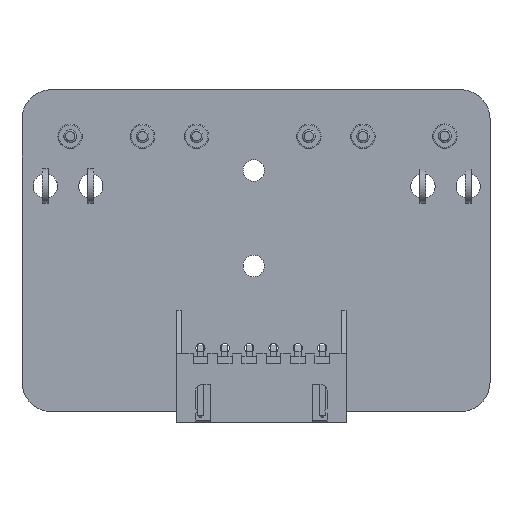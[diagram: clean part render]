
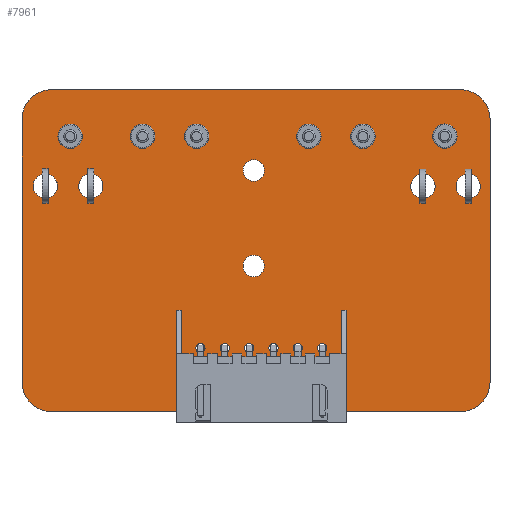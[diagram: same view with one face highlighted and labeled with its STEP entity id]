
A CAD part, top view. The second image highlights one B-rep face of the part: STEP entity #7961.
In plain terms, the highlighted planar face has unit normal (0, 0, 1).
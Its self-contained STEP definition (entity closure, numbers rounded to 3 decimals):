
#7614 = VERTEX_POINT('',#7615);
#7615 = CARTESIAN_POINT('',(64.98,-19.87,1.6));
#7621 = EDGE_CURVE('',#7614,#7622,#7624,.T.);
#7622 = VERTEX_POINT('',#7623);
#7623 = CARTESIAN_POINT('',(67.98,-22.87,1.6));
#7624 = CIRCLE('',#7625,3.);
#7625 = AXIS2_PLACEMENT_3D('',#7626,#7627,#7628);
#7626 = CARTESIAN_POINT('',(64.98,-22.87,1.6));
#7627 = DIRECTION('',(0.,0.,-1.));
#7628 = DIRECTION('',(0.,1.,0.));
#7656 = VERTEX_POINT('',#7657);
#7657 = CARTESIAN_POINT('',(22.98,-19.87,1.6));
#7663 = EDGE_CURVE('',#7656,#7614,#7664,.T.);
#7664 = LINE('',#7665,#7666);
#7665 = CARTESIAN_POINT('',(22.98,-19.87,1.6));
#7666 = VECTOR('',#7667,1.);
#7667 = DIRECTION('',(1.,0.,0.));
#7685 = EDGE_CURVE('',#7622,#7686,#7688,.T.);
#7686 = VERTEX_POINT('',#7687);
#7687 = CARTESIAN_POINT('',(67.98,-49.87,1.6));
#7688 = LINE('',#7689,#7690);
#7689 = CARTESIAN_POINT('',(67.98,-22.87,1.6));
#7690 = VECTOR('',#7691,1.);
#7691 = DIRECTION('',(0.,-1.,0.));
#7961 = ADVANCED_FACE('',(#7962,#8008,#8019,#8030,#8041,#8052,#8063,
    #8074,#8085,#8096,#8107,#8118,#8129,#8140,#8151,#8162,#8173,#8184,
    #8195),#8206,.F.);
#7962 = FACE_BOUND('',#7963,.F.);
#7963 = EDGE_LOOP('',(#7964,#7965,#7966,#7975,#7983,#7992,#8000,#8007));
#7964 = ORIENTED_EDGE('',*,*,#7621,.T.);
#7965 = ORIENTED_EDGE('',*,*,#7685,.T.);
#7966 = ORIENTED_EDGE('',*,*,#7967,.T.);
#7967 = EDGE_CURVE('',#7686,#7968,#7970,.T.);
#7968 = VERTEX_POINT('',#7969);
#7969 = CARTESIAN_POINT('',(64.98,-52.87,1.6));
#7970 = CIRCLE('',#7971,3.);
#7971 = AXIS2_PLACEMENT_3D('',#7972,#7973,#7974);
#7972 = CARTESIAN_POINT('',(64.98,-49.87,1.6));
#7973 = DIRECTION('',(0.,0.,-1.));
#7974 = DIRECTION('',(1.,0.,0.));
#7975 = ORIENTED_EDGE('',*,*,#7976,.T.);
#7976 = EDGE_CURVE('',#7968,#7977,#7979,.T.);
#7977 = VERTEX_POINT('',#7978);
#7978 = CARTESIAN_POINT('',(22.98,-52.87,1.6));
#7979 = LINE('',#7980,#7981);
#7980 = CARTESIAN_POINT('',(64.98,-52.87,1.6));
#7981 = VECTOR('',#7982,1.);
#7982 = DIRECTION('',(-1.,0.,0.));
#7983 = ORIENTED_EDGE('',*,*,#7984,.T.);
#7984 = EDGE_CURVE('',#7977,#7985,#7987,.T.);
#7985 = VERTEX_POINT('',#7986);
#7986 = CARTESIAN_POINT('',(19.98,-49.87,1.6));
#7987 = CIRCLE('',#7988,3.);
#7988 = AXIS2_PLACEMENT_3D('',#7989,#7990,#7991);
#7989 = CARTESIAN_POINT('',(22.98,-49.87,1.6));
#7990 = DIRECTION('',(0.,0.,-1.));
#7991 = DIRECTION('',(0.,-1.,-0.));
#7992 = ORIENTED_EDGE('',*,*,#7993,.T.);
#7993 = EDGE_CURVE('',#7985,#7994,#7996,.T.);
#7994 = VERTEX_POINT('',#7995);
#7995 = CARTESIAN_POINT('',(19.98,-22.87,1.6));
#7996 = LINE('',#7997,#7998);
#7997 = CARTESIAN_POINT('',(19.98,-49.87,1.6));
#7998 = VECTOR('',#7999,1.);
#7999 = DIRECTION('',(0.,1.,0.));
#8000 = ORIENTED_EDGE('',*,*,#8001,.T.);
#8001 = EDGE_CURVE('',#7994,#7656,#8002,.T.);
#8002 = CIRCLE('',#8003,3.);
#8003 = AXIS2_PLACEMENT_3D('',#8004,#8005,#8006);
#8004 = CARTESIAN_POINT('',(22.98,-22.87,1.6));
#8005 = DIRECTION('',(0.,0.,-1.));
#8006 = DIRECTION('',(-1.,0.,0.));
#8007 = ORIENTED_EDGE('',*,*,#7663,.T.);
#8008 = FACE_BOUND('',#8009,.F.);
#8009 = EDGE_LOOP('',(#8010));
#8010 = ORIENTED_EDGE('',*,*,#8011,.F.);
#8011 = EDGE_CURVE('',#8012,#8012,#8014,.T.);
#8012 = VERTEX_POINT('',#8013);
#8013 = CARTESIAN_POINT('',(50.78,-46.855,1.6));
#8014 = CIRCLE('',#8015,0.475);
#8015 = AXIS2_PLACEMENT_3D('',#8016,#8017,#8018);
#8016 = CARTESIAN_POINT('',(50.78,-46.38,1.6));
#8017 = DIRECTION('',(-0.,0.,-1.));
#8018 = DIRECTION('',(-0.,-1.,0.));
#8019 = FACE_BOUND('',#8020,.F.);
#8020 = EDGE_LOOP('',(#8021));
#8021 = ORIENTED_EDGE('',*,*,#8022,.F.);
#8022 = EDGE_CURVE('',#8023,#8023,#8025,.T.);
#8023 = VERTEX_POINT('',#8024);
#8024 = CARTESIAN_POINT('',(48.28,-46.855,1.6));
#8025 = CIRCLE('',#8026,0.475);
#8026 = AXIS2_PLACEMENT_3D('',#8027,#8028,#8029);
#8027 = CARTESIAN_POINT('',(48.28,-46.38,1.6));
#8028 = DIRECTION('',(-0.,0.,-1.));
#8029 = DIRECTION('',(-0.,-1.,0.));
#8030 = FACE_BOUND('',#8031,.F.);
#8031 = EDGE_LOOP('',(#8032));
#8032 = ORIENTED_EDGE('',*,*,#8033,.F.);
#8033 = EDGE_CURVE('',#8034,#8034,#8036,.T.);
#8034 = VERTEX_POINT('',#8035);
#8035 = CARTESIAN_POINT('',(45.78,-46.855,1.6));
#8036 = CIRCLE('',#8037,0.475);
#8037 = AXIS2_PLACEMENT_3D('',#8038,#8039,#8040);
#8038 = CARTESIAN_POINT('',(45.78,-46.38,1.6));
#8039 = DIRECTION('',(-0.,0.,-1.));
#8040 = DIRECTION('',(-0.,-1.,0.));
#8041 = FACE_BOUND('',#8042,.F.);
#8042 = EDGE_LOOP('',(#8043));
#8043 = ORIENTED_EDGE('',*,*,#8044,.F.);
#8044 = EDGE_CURVE('',#8045,#8045,#8047,.T.);
#8045 = VERTEX_POINT('',#8046);
#8046 = CARTESIAN_POINT('',(43.28,-46.855,1.6));
#8047 = CIRCLE('',#8048,0.475);
#8048 = AXIS2_PLACEMENT_3D('',#8049,#8050,#8051);
#8049 = CARTESIAN_POINT('',(43.28,-46.38,1.6));
#8050 = DIRECTION('',(-0.,0.,-1.));
#8051 = DIRECTION('',(-0.,-1.,0.));
#8052 = FACE_BOUND('',#8053,.F.);
#8053 = EDGE_LOOP('',(#8054));
#8054 = ORIENTED_EDGE('',*,*,#8055,.F.);
#8055 = EDGE_CURVE('',#8056,#8056,#8058,.T.);
#8056 = VERTEX_POINT('',#8057);
#8057 = CARTESIAN_POINT('',(40.78,-46.855,1.6));
#8058 = CIRCLE('',#8059,0.475);
#8059 = AXIS2_PLACEMENT_3D('',#8060,#8061,#8062);
#8060 = CARTESIAN_POINT('',(40.78,-46.38,1.6));
#8061 = DIRECTION('',(-0.,0.,-1.));
#8062 = DIRECTION('',(-0.,-1.,0.));
#8063 = FACE_BOUND('',#8064,.F.);
#8064 = EDGE_LOOP('',(#8065));
#8065 = ORIENTED_EDGE('',*,*,#8066,.F.);
#8066 = EDGE_CURVE('',#8067,#8067,#8069,.T.);
#8067 = VERTEX_POINT('',#8068);
#8068 = CARTESIAN_POINT('',(38.28,-46.855,1.6));
#8069 = CIRCLE('',#8070,0.475);
#8070 = AXIS2_PLACEMENT_3D('',#8071,#8072,#8073);
#8071 = CARTESIAN_POINT('',(38.28,-46.38,1.6));
#8072 = DIRECTION('',(-0.,0.,-1.));
#8073 = DIRECTION('',(-0.,-1.,0.));
#8074 = FACE_BOUND('',#8075,.F.);
#8075 = EDGE_LOOP('',(#8076));
#8076 = ORIENTED_EDGE('',*,*,#8077,.F.);
#8077 = EDGE_CURVE('',#8078,#8078,#8080,.T.);
#8078 = VERTEX_POINT('',#8079);
#8079 = CARTESIAN_POINT('',(43.75,-39.05,1.6));
#8080 = CIRCLE('',#8081,1.1);
#8081 = AXIS2_PLACEMENT_3D('',#8082,#8083,#8084);
#8082 = CARTESIAN_POINT('',(43.75,-37.95,1.6));
#8083 = DIRECTION('',(-0.,0.,-1.));
#8084 = DIRECTION('',(-0.,-1.,0.));
#8085 = FACE_BOUND('',#8086,.F.);
#8086 = EDGE_LOOP('',(#8087));
#8087 = ORIENTED_EDGE('',*,*,#8088,.F.);
#8088 = EDGE_CURVE('',#8089,#8089,#8091,.T.);
#8089 = VERTEX_POINT('',#8090);
#8090 = CARTESIAN_POINT('',(65.75,-31.02,1.6));
#8091 = CIRCLE('',#8092,1.25);
#8092 = AXIS2_PLACEMENT_3D('',#8093,#8094,#8095);
#8093 = CARTESIAN_POINT('',(65.75,-29.77,1.6));
#8094 = DIRECTION('',(-0.,0.,-1.));
#8095 = DIRECTION('',(-0.,-1.,0.));
#8096 = FACE_BOUND('',#8097,.F.);
#8097 = EDGE_LOOP('',(#8098));
#8098 = ORIENTED_EDGE('',*,*,#8099,.F.);
#8099 = EDGE_CURVE('',#8100,#8100,#8102,.T.);
#8100 = VERTEX_POINT('',#8101);
#8101 = CARTESIAN_POINT('',(61.1,-31.02,1.6));
#8102 = CIRCLE('',#8103,1.25);
#8103 = AXIS2_PLACEMENT_3D('',#8104,#8105,#8106);
#8104 = CARTESIAN_POINT('',(61.1,-29.77,1.6));
#8105 = DIRECTION('',(-0.,0.,-1.));
#8106 = DIRECTION('',(-0.,-1.,0.));
#8107 = FACE_BOUND('',#8108,.F.);
#8108 = EDGE_LOOP('',(#8109));
#8109 = ORIENTED_EDGE('',*,*,#8110,.F.);
#8110 = EDGE_CURVE('',#8111,#8111,#8113,.T.);
#8111 = VERTEX_POINT('',#8112);
#8112 = CARTESIAN_POINT('',(63.35,-25.38,1.6));
#8113 = CIRCLE('',#8114,0.75);
#8114 = AXIS2_PLACEMENT_3D('',#8115,#8116,#8117);
#8115 = CARTESIAN_POINT('',(63.35,-24.63,1.6));
#8116 = DIRECTION('',(-0.,0.,-1.));
#8117 = DIRECTION('',(0.,-1.,-0.));
#8118 = FACE_BOUND('',#8119,.F.);
#8119 = EDGE_LOOP('',(#8120));
#8120 = ORIENTED_EDGE('',*,*,#8121,.F.);
#8121 = EDGE_CURVE('',#8122,#8122,#8124,.T.);
#8122 = VERTEX_POINT('',#8123);
#8123 = CARTESIAN_POINT('',(54.95,-25.3,1.6));
#8124 = CIRCLE('',#8125,0.65);
#8125 = AXIS2_PLACEMENT_3D('',#8126,#8127,#8128);
#8126 = CARTESIAN_POINT('',(54.95,-24.65,1.6));
#8127 = DIRECTION('',(-0.,0.,-1.));
#8128 = DIRECTION('',(-0.,-1.,0.));
#8129 = FACE_BOUND('',#8130,.F.);
#8130 = EDGE_LOOP('',(#8131));
#8131 = ORIENTED_EDGE('',*,*,#8132,.F.);
#8132 = EDGE_CURVE('',#8133,#8133,#8135,.T.);
#8133 = VERTEX_POINT('',#8134);
#8134 = CARTESIAN_POINT('',(49.4,-25.298,1.6));
#8135 = CIRCLE('',#8136,0.65);
#8136 = AXIS2_PLACEMENT_3D('',#8137,#8138,#8139);
#8137 = CARTESIAN_POINT('',(49.4,-24.648,1.6));
#8138 = DIRECTION('',(-0.,0.,-1.));
#8139 = DIRECTION('',(-0.,-1.,0.));
#8140 = FACE_BOUND('',#8141,.F.);
#8141 = EDGE_LOOP('',(#8142));
#8142 = ORIENTED_EDGE('',*,*,#8143,.F.);
#8143 = EDGE_CURVE('',#8144,#8144,#8146,.T.);
#8144 = VERTEX_POINT('',#8145);
#8145 = CARTESIAN_POINT('',(27.03,-31.01,1.6));
#8146 = CIRCLE('',#8147,1.25);
#8147 = AXIS2_PLACEMENT_3D('',#8148,#8149,#8150);
#8148 = CARTESIAN_POINT('',(27.03,-29.76,1.6));
#8149 = DIRECTION('',(-0.,0.,-1.));
#8150 = DIRECTION('',(-0.,-1.,0.));
#8151 = FACE_BOUND('',#8152,.F.);
#8152 = EDGE_LOOP('',(#8153));
#8153 = ORIENTED_EDGE('',*,*,#8154,.F.);
#8154 = EDGE_CURVE('',#8155,#8155,#8157,.T.);
#8155 = VERTEX_POINT('',#8156);
#8156 = CARTESIAN_POINT('',(22.38,-31.01,1.6));
#8157 = CIRCLE('',#8158,1.25);
#8158 = AXIS2_PLACEMENT_3D('',#8159,#8160,#8161);
#8159 = CARTESIAN_POINT('',(22.38,-29.76,1.6));
#8160 = DIRECTION('',(-0.,0.,-1.));
#8161 = DIRECTION('',(-0.,-1.,0.));
#8162 = FACE_BOUND('',#8163,.F.);
#8163 = EDGE_LOOP('',(#8164));
#8164 = ORIENTED_EDGE('',*,*,#8165,.F.);
#8165 = EDGE_CURVE('',#8166,#8166,#8168,.T.);
#8166 = VERTEX_POINT('',#8167);
#8167 = CARTESIAN_POINT('',(43.75,-29.25,1.6));
#8168 = CIRCLE('',#8169,1.1);
#8169 = AXIS2_PLACEMENT_3D('',#8170,#8171,#8172);
#8170 = CARTESIAN_POINT('',(43.75,-28.15,1.6));
#8171 = DIRECTION('',(-0.,0.,-1.));
#8172 = DIRECTION('',(-0.,-1.,0.));
#8173 = FACE_BOUND('',#8174,.F.);
#8174 = EDGE_LOOP('',(#8175));
#8175 = ORIENTED_EDGE('',*,*,#8176,.F.);
#8176 = EDGE_CURVE('',#8177,#8177,#8179,.T.);
#8177 = VERTEX_POINT('',#8178);
#8178 = CARTESIAN_POINT('',(37.89,-25.298,1.6));
#8179 = CIRCLE('',#8180,0.65);
#8180 = AXIS2_PLACEMENT_3D('',#8181,#8182,#8183);
#8181 = CARTESIAN_POINT('',(37.89,-24.648,1.6));
#8182 = DIRECTION('',(-0.,0.,-1.));
#8183 = DIRECTION('',(-0.,-1.,0.));
#8184 = FACE_BOUND('',#8185,.F.);
#8185 = EDGE_LOOP('',(#8186));
#8186 = ORIENTED_EDGE('',*,*,#8187,.F.);
#8187 = EDGE_CURVE('',#8188,#8188,#8190,.T.);
#8188 = VERTEX_POINT('',#8189);
#8189 = CARTESIAN_POINT('',(32.344,-25.3,1.6));
#8190 = CIRCLE('',#8191,0.65);
#8191 = AXIS2_PLACEMENT_3D('',#8192,#8193,#8194);
#8192 = CARTESIAN_POINT('',(32.344,-24.65,1.6));
#8193 = DIRECTION('',(-0.,0.,-1.));
#8194 = DIRECTION('',(-0.,-1.,0.));
#8195 = FACE_BOUND('',#8196,.F.);
#8196 = EDGE_LOOP('',(#8197));
#8197 = ORIENTED_EDGE('',*,*,#8198,.F.);
#8198 = EDGE_CURVE('',#8199,#8199,#8201,.T.);
#8199 = VERTEX_POINT('',#8200);
#8200 = CARTESIAN_POINT('',(24.92,-25.4,1.6));
#8201 = CIRCLE('',#8202,0.75);
#8202 = AXIS2_PLACEMENT_3D('',#8203,#8204,#8205);
#8203 = CARTESIAN_POINT('',(24.92,-24.65,1.6));
#8204 = DIRECTION('',(-0.,0.,-1.));
#8205 = DIRECTION('',(-0.,-1.,0.));
#8206 = PLANE('',#8207);
#8207 = AXIS2_PLACEMENT_3D('',#8208,#8209,#8210);
#8208 = CARTESIAN_POINT('',(43.98,-36.37,1.6));
#8209 = DIRECTION('',(-0.,-0.,-1.));
#8210 = DIRECTION('',(-1.,0.,0.));
